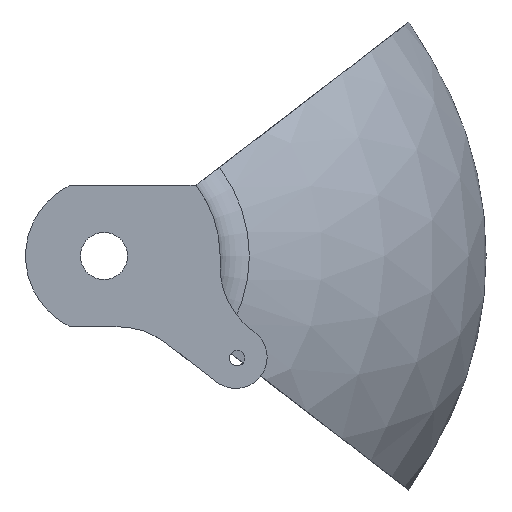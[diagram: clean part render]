
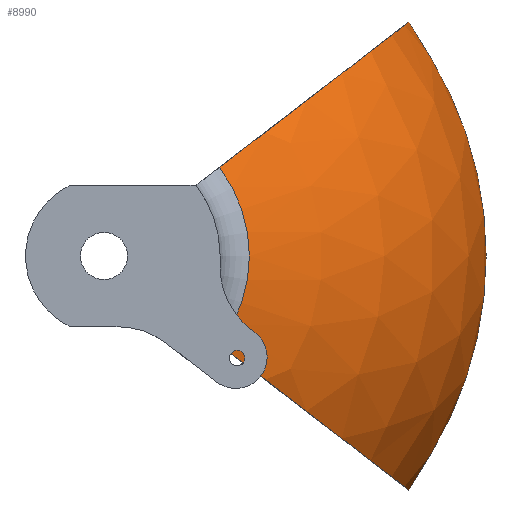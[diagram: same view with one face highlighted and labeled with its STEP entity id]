
A CAD part, left-side view. The second image highlights one B-rep face of the part: STEP entity #8990.
In plain terms, the highlighted spherical face has radius 24.5 mm.
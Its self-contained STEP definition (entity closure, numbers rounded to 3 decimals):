
#130=CARTESIAN_POINT('',(30.683,107.258,0.));
#140=VERTEX_POINT('',#130);
#170=CARTESIAN_POINT('',(8.,98.,0.));
#180=DIRECTION('',(0.,0.,-1.));
#190=DIRECTION('',(1.,0.,0.));
#200=AXIS2_PLACEMENT_3D('',#170,#180,#190);
#210=CIRCLE('',#200,24.5);
#220=CARTESIAN_POINT('',(-14.68,107.265,
0.));
#230=VERTEX_POINT('',#220);
#240=EDGE_CURVE('',#230,#140,#210,.T.);
#1870=CARTESIAN_POINT('',(30.683,100.396,
8.943));
#1880=VERTEX_POINT('',#1870);
#2710=CARTESIAN_POINT('',(-14.68,100.398,
8.95));
#2720=VERTEX_POINT('',#2710);
#2750=CARTESIAN_POINT('',(8.,98.,0.));
#2760=DIRECTION('',(0.,0.966,-0.259));
#2770=DIRECTION('',(0.,0.259,0.966));
#2780=AXIS2_PLACEMENT_3D('',#2750,#2760,#2770);
#2790=CIRCLE('',#2780,24.5);
#2800=EDGE_CURVE('',#2720,#1880,#2790,.T.);
#8460=CARTESIAN_POINT('',(-14.68,98.,0.));
#8470=DIRECTION('',(-1.,0.,0.));
#8480=DIRECTION('',(0.,-1.,-0.));
#8490=AXIS2_PLACEMENT_3D('',#8460,#8470,#8480);
#8500=CIRCLE('',#8490,9.265);
#8510=EDGE_CURVE('',#2720,#230,#8500,.T.);
#8820=CARTESIAN_POINT('',(8.,98.,0.));
#8830=DIRECTION('',(1.,0.,0.));
#8840=DIRECTION('',(0.,-1.,0.));
#8850=AXIS2_PLACEMENT_3D('',#8820,#8830,#8840);
#8860=SPHERICAL_SURFACE('',#8850,24.5);
#8870=ORIENTED_EDGE('',*,*,#2800,.T.);
#8880=ORIENTED_EDGE('',*,*,#8510,.F.);
#8890=ORIENTED_EDGE('',*,*,#240,.F.);
#8900=CARTESIAN_POINT('',(30.683,98.,0.));
#8910=DIRECTION('',(-1.,0.,0.));
#8920=DIRECTION('',(0.,-1.,0.));
#8930=AXIS2_PLACEMENT_3D('',#8900,#8910,#8920);
#8940=CIRCLE('',#8930,9.258);
#8950=EDGE_CURVE('',#1880,#140,#8940,.T.);
#8960=ORIENTED_EDGE('',*,*,#8950,.T.);
#8970=EDGE_LOOP('',(#8960,#8890,#8880,#8870));
#8980=FACE_OUTER_BOUND('',#8970,.T.);
#8990=ADVANCED_FACE('',(#8980),#8860,.T.);
